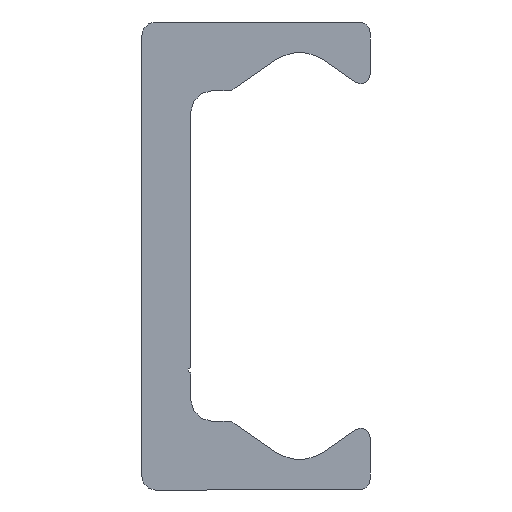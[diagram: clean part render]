
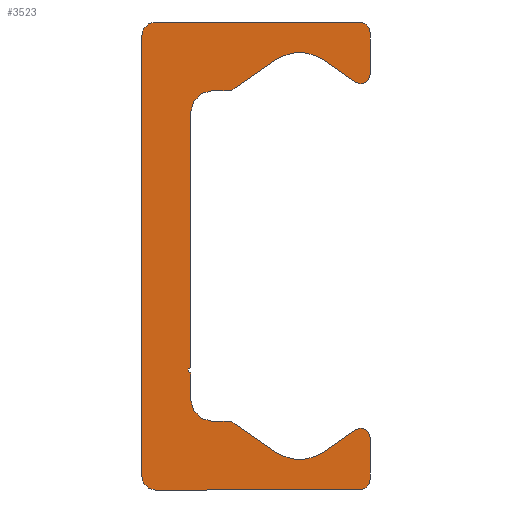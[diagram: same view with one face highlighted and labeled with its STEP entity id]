
A CAD part, left-side view. The second image highlights one B-rep face of the part: STEP entity #3523.
In plain terms, the highlighted planar face has unit normal (-1, 0, 0).
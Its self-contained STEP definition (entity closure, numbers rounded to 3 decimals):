
#2464=CARTESIAN_POINT('',(0.0,9.25,-21.5));
#2465=VERTEX_POINT('',#2464);
#2472=CARTESIAN_POINT('',(0.0,10.5,-20.25));
#2473=VERTEX_POINT('',#2472);
#2474=CARTESIAN_POINT('',(0.0,9.25,-20.25));
#2475=DIRECTION('',(1.0,0.0,0.0));
#2476=DIRECTION('',(0.0,0.0,-1.0));
#2477=AXIS2_PLACEMENT_3D('',#2474,#2475,#2476);
#2478=CIRCLE('',#2477,1.25);
#2479=EDGE_CURVE('',#2465,#2473,#2478,.T.);
#2503=CARTESIAN_POINT('',(0.0,-9.5,-21.5));
#2504=VERTEX_POINT('',#2503);
#2511=CARTESIAN_POINT('',(0.0,-9.5,-21.5));
#2512=DIRECTION('',(0.0,1.0,0.0));
#2513=VECTOR('',#2512,18.75);
#2514=LINE('',#2511,#2513);
#2515=EDGE_CURVE('',#2504,#2465,#2514,.T.);
#2535=CARTESIAN_POINT('',(0.0,-10.5,-20.5));
#2536=VERTEX_POINT('',#2535);
#2543=CARTESIAN_POINT('',(0.0,-9.5,-20.5));
#2544=DIRECTION('',(1.0,0.0,0.0));
#2545=DIRECTION('',(0.0,-1.0,0.0));
#2546=AXIS2_PLACEMENT_3D('',#2543,#2544,#2545);
#2547=CIRCLE('',#2546,1.0);
#2548=EDGE_CURVE('',#2536,#2504,#2547,.T.);
#2567=CARTESIAN_POINT('',(0.0,-10.5,-16.65));
#2568=VERTEX_POINT('',#2567);
#2575=CARTESIAN_POINT('',(0.0,-10.5,-16.65));
#2576=DIRECTION('',(0.0,0.0,-1.0));
#2577=VECTOR('',#2576,3.85);
#2578=LINE('',#2575,#2577);
#2579=EDGE_CURVE('',#2568,#2536,#2578,.T.);
#2599=CARTESIAN_POINT('',(0.0,-9.162,-15.954));
#2600=VERTEX_POINT('',#2599);
#2607=CARTESIAN_POINT('',(0.0,-9.65,-16.65));
#2608=DIRECTION('',(1.0,0.0,0.0));
#2609=DIRECTION('',(0.0,0.574,0.819));
#2610=AXIS2_PLACEMENT_3D('',#2607,#2608,#2609);
#2611=CIRCLE('',#2610,0.85);
#2612=EDGE_CURVE('',#2600,#2568,#2611,.T.);
#2631=CARTESIAN_POINT('',(0.0,-6.294,-17.962));
#2632=VERTEX_POINT('',#2631);
#2639=CARTESIAN_POINT('',(0.0,-6.294,-17.962));
#2640=DIRECTION('',(0.0,-0.819,0.574));
#2641=VECTOR('',#2640,3.501);
#2642=LINE('',#2639,#2641);
#2643=EDGE_CURVE('',#2632,#2600,#2642,.T.);
#2663=CARTESIAN_POINT('',(0.0,-1.706,-17.962));
#2664=VERTEX_POINT('',#2663);
#2671=CARTESIAN_POINT('',(0.0,-4.,-14.685));
#2672=DIRECTION('',(-1.0,0.0,0.0));
#2673=DIRECTION('',(0.0,0.574,0.819));
#2674=AXIS2_PLACEMENT_3D('',#2671,#2672,#2673);
#2675=CIRCLE('',#2674,4.0);
#2676=EDGE_CURVE('',#2664,#2632,#2675,.T.);
#2695=CARTESIAN_POINT('',(0.0,1.981,-15.381));
#2696=VERTEX_POINT('',#2695);
#2703=CARTESIAN_POINT('',(0.0,1.981,-15.381));
#2704=DIRECTION('',(0.0,-0.819,-0.574));
#2705=VECTOR('',#2704,4.5);
#2706=LINE('',#2703,#2705);
#2707=EDGE_CURVE('',#2696,#2664,#2706,.T.);
#2727=CARTESIAN_POINT('',(0.0,2.554,-15.2));
#2728=VERTEX_POINT('',#2727);
#2735=CARTESIAN_POINT('',(0.0,2.554,-16.2));
#2736=DIRECTION('',(1.0,0.0,0.0));
#2737=DIRECTION('',(0.0,0.0,1.0));
#2738=AXIS2_PLACEMENT_3D('',#2735,#2736,#2737);
#2739=CIRCLE('',#2738,1.);
#2740=EDGE_CURVE('',#2728,#2696,#2739,.T.);
#2759=CARTESIAN_POINT('',(0.0,4.0,-15.2));
#2760=VERTEX_POINT('',#2759);
#2767=CARTESIAN_POINT('',(0.0,4.0,-15.2));
#2768=DIRECTION('',(0.0,-1.0,0.0));
#2769=VECTOR('',#2768,1.446);
#2770=LINE('',#2767,#2769);
#2771=EDGE_CURVE('',#2760,#2728,#2770,.T.);
#2791=CARTESIAN_POINT('',(0.0,6.,-13.2));
#2792=VERTEX_POINT('',#2791);
#2799=CARTESIAN_POINT('',(0.0,4.,-13.2));
#2800=DIRECTION('',(-1.0,0.0,0.0));
#2801=DIRECTION('',(0.0,0.0,1.0));
#2802=AXIS2_PLACEMENT_3D('',#2799,#2800,#2801);
#2803=CIRCLE('',#2802,2.0);
#2804=EDGE_CURVE('',#2792,#2760,#2803,.T.);
#2823=CARTESIAN_POINT('',(0.0,6.,-10.75));
#2824=VERTEX_POINT('',#2823);
#2831=CARTESIAN_POINT('',(0.0,6.,-10.75));
#2832=DIRECTION('',(0.0,0.0,-1.0));
#2833=VECTOR('',#2832,2.45);
#2834=LINE('',#2831,#2833);
#2835=EDGE_CURVE('',#2824,#2792,#2834,.T.);
#2855=CARTESIAN_POINT('',(0.0,6.,-10.25));
#2856=VERTEX_POINT('',#2855);
#2863=CARTESIAN_POINT('',(0.0,6.,-10.5));
#2864=DIRECTION('',(-1.0,0.0,0.0));
#2865=DIRECTION('',(0.0,0.0,1.0));
#2866=AXIS2_PLACEMENT_3D('',#2863,#2864,#2865);
#2867=CIRCLE('',#2866,0.25);
#2868=EDGE_CURVE('',#2856,#2824,#2867,.T.);
#2887=CARTESIAN_POINT('',(0.0,6.,13.2));
#2888=VERTEX_POINT('',#2887);
#2895=CARTESIAN_POINT('',(0.0,6.,13.2));
#2896=DIRECTION('',(0.0,0.0,-1.0));
#2897=VECTOR('',#2896,23.45);
#2898=LINE('',#2895,#2897);
#2899=EDGE_CURVE('',#2888,#2856,#2898,.T.);
#3024=CARTESIAN_POINT('',(0.0,4.0,15.2));
#3025=VERTEX_POINT('',#3024);
#3032=CARTESIAN_POINT('',(0.0,4.,13.2));
#3033=DIRECTION('',(-1.0,0.0,0.0));
#3034=DIRECTION('',(0.0,-1.0,0.0));
#3035=AXIS2_PLACEMENT_3D('',#3032,#3033,#3034);
#3036=CIRCLE('',#3035,2.0);
#3037=EDGE_CURVE('',#3025,#2888,#3036,.T.);
#3056=CARTESIAN_POINT('',(0.0,2.554,15.2));
#3057=VERTEX_POINT('',#3056);
#3064=CARTESIAN_POINT('',(0.0,2.554,15.2));
#3065=DIRECTION('',(0.0,1.0,0.0));
#3066=VECTOR('',#3065,1.446);
#3067=LINE('',#3064,#3066);
#3068=EDGE_CURVE('',#3057,#3025,#3067,.T.);
#3088=CARTESIAN_POINT('',(0.0,1.981,15.381));
#3089=VERTEX_POINT('',#3088);
#3096=CARTESIAN_POINT('',(0.0,2.554,16.2));
#3097=DIRECTION('',(1.0,0.0,0.0));
#3098=DIRECTION('',(0.0,-0.574,-0.819));
#3099=AXIS2_PLACEMENT_3D('',#3096,#3097,#3098);
#3100=CIRCLE('',#3099,1.);
#3101=EDGE_CURVE('',#3089,#3057,#3100,.T.);
#3120=CARTESIAN_POINT('',(0.0,-1.706,17.962));
#3121=VERTEX_POINT('',#3120);
#3128=CARTESIAN_POINT('',(0.0,-1.706,17.962));
#3129=DIRECTION('',(0.0,0.819,-0.574));
#3130=VECTOR('',#3129,4.5);
#3131=LINE('',#3128,#3130);
#3132=EDGE_CURVE('',#3121,#3089,#3131,.T.);
#3152=CARTESIAN_POINT('',(0.0,-6.294,17.962));
#3153=VERTEX_POINT('',#3152);
#3160=CARTESIAN_POINT('',(0.0,-4.,14.685));
#3161=DIRECTION('',(-1.0,0.0,0.0));
#3162=DIRECTION('',(0.0,-0.574,-0.819));
#3163=AXIS2_PLACEMENT_3D('',#3160,#3161,#3162);
#3164=CIRCLE('',#3163,4.0);
#3165=EDGE_CURVE('',#3153,#3121,#3164,.T.);
#3184=CARTESIAN_POINT('',(0.0,-9.162,15.954));
#3185=VERTEX_POINT('',#3184);
#3192=CARTESIAN_POINT('',(0.0,-9.162,15.954));
#3193=DIRECTION('',(0.0,0.819,0.574));
#3194=VECTOR('',#3193,3.501);
#3195=LINE('',#3192,#3194);
#3196=EDGE_CURVE('',#3185,#3153,#3195,.T.);
#3216=CARTESIAN_POINT('',(0.0,-10.5,16.65));
#3217=VERTEX_POINT('',#3216);
#3224=CARTESIAN_POINT('',(0.0,-9.65,16.65));
#3225=DIRECTION('',(1.0,0.0,0.0));
#3226=DIRECTION('',(0.0,-1.0,0.0));
#3227=AXIS2_PLACEMENT_3D('',#3224,#3225,#3226);
#3228=CIRCLE('',#3227,0.85);
#3229=EDGE_CURVE('',#3217,#3185,#3228,.T.);
#3248=CARTESIAN_POINT('',(0.0,-10.5,20.5));
#3249=VERTEX_POINT('',#3248);
#3256=CARTESIAN_POINT('',(0.0,-10.5,20.5));
#3257=DIRECTION('',(0.0,0.0,-1.0));
#3258=VECTOR('',#3257,3.85);
#3259=LINE('',#3256,#3258);
#3260=EDGE_CURVE('',#3249,#3217,#3259,.T.);
#3280=CARTESIAN_POINT('',(0.0,-9.5,21.5));
#3281=VERTEX_POINT('',#3280);
#3288=CARTESIAN_POINT('',(0.0,-9.5,20.5));
#3289=DIRECTION('',(1.0,0.0,0.0));
#3290=DIRECTION('',(0.0,0.0,1.0));
#3291=AXIS2_PLACEMENT_3D('',#3288,#3289,#3290);
#3292=CIRCLE('',#3291,1.0);
#3293=EDGE_CURVE('',#3281,#3249,#3292,.T.);
#3312=CARTESIAN_POINT('',(0.0,9.25,21.5));
#3313=VERTEX_POINT('',#3312);
#3320=CARTESIAN_POINT('',(0.0,9.25,21.5));
#3321=DIRECTION('',(0.0,-1.0,0.0));
#3322=VECTOR('',#3321,18.75);
#3323=LINE('',#3320,#3322);
#3324=EDGE_CURVE('',#3313,#3281,#3323,.T.);
#3344=CARTESIAN_POINT('',(0.0,10.5,20.25));
#3345=VERTEX_POINT('',#3344);
#3352=CARTESIAN_POINT('',(0.0,9.25,20.25));
#3353=DIRECTION('',(1.0,0.0,0.0));
#3354=DIRECTION('',(0.0,1.0,0.0));
#3355=AXIS2_PLACEMENT_3D('',#3352,#3353,#3354);
#3356=CIRCLE('',#3355,1.25);
#3357=EDGE_CURVE('',#3345,#3313,#3356,.T.);
#3375=CARTESIAN_POINT('',(0.0,10.5,-20.25));
#3376=DIRECTION('',(0.0,0.0,1.0));
#3377=VECTOR('',#3376,40.5);
#3378=LINE('',#3375,#3377);
#3379=EDGE_CURVE('',#2473,#3345,#3378,.T.);
#3490=CARTESIAN_POINT('',(0.0,2.66,-0.019));
#3491=DIRECTION('',(1.0,0.0,0.0));
#3492=DIRECTION('',(0.0,0.0,-1.0));
#3493=AXIS2_PLACEMENT_3D('',#3490,#3491,#3492);
#3494=PLANE('',#3493);
#3495=ORIENTED_EDGE('',*,*,#3379,.F.);
#3496=ORIENTED_EDGE('',*,*,#2479,.F.);
#3497=ORIENTED_EDGE('',*,*,#2515,.F.);
#3498=ORIENTED_EDGE('',*,*,#2548,.F.);
#3499=ORIENTED_EDGE('',*,*,#2579,.F.);
#3500=ORIENTED_EDGE('',*,*,#2612,.F.);
#3501=ORIENTED_EDGE('',*,*,#2643,.F.);
#3502=ORIENTED_EDGE('',*,*,#2676,.F.);
#3503=ORIENTED_EDGE('',*,*,#2707,.F.);
#3504=ORIENTED_EDGE('',*,*,#2740,.F.);
#3505=ORIENTED_EDGE('',*,*,#2771,.F.);
#3506=ORIENTED_EDGE('',*,*,#2804,.F.);
#3507=ORIENTED_EDGE('',*,*,#2835,.F.);
#3508=ORIENTED_EDGE('',*,*,#2868,.F.);
#3509=ORIENTED_EDGE('',*,*,#2899,.F.);
#3510=ORIENTED_EDGE('',*,*,#3037,.F.);
#3511=ORIENTED_EDGE('',*,*,#3068,.F.);
#3512=ORIENTED_EDGE('',*,*,#3101,.F.);
#3513=ORIENTED_EDGE('',*,*,#3132,.F.);
#3514=ORIENTED_EDGE('',*,*,#3165,.F.);
#3515=ORIENTED_EDGE('',*,*,#3196,.F.);
#3516=ORIENTED_EDGE('',*,*,#3229,.F.);
#3517=ORIENTED_EDGE('',*,*,#3260,.F.);
#3518=ORIENTED_EDGE('',*,*,#3293,.F.);
#3519=ORIENTED_EDGE('',*,*,#3324,.F.);
#3520=ORIENTED_EDGE('',*,*,#3357,.F.);
#3521=EDGE_LOOP('',(#3495,#3496,#3497,#3498,#3499,#3500,#3501,#3502,#3503,#3504,#3505,#3506,#3507,#3508,#3509,#3510,#3511,#3512,#3513,#3514,#3515,#3516,#3517,#3518,#3519,#3520));
#3522=FACE_OUTER_BOUND('',#3521,.T.);
#3523=ADVANCED_FACE('',(#3522),#3494,.F.);
